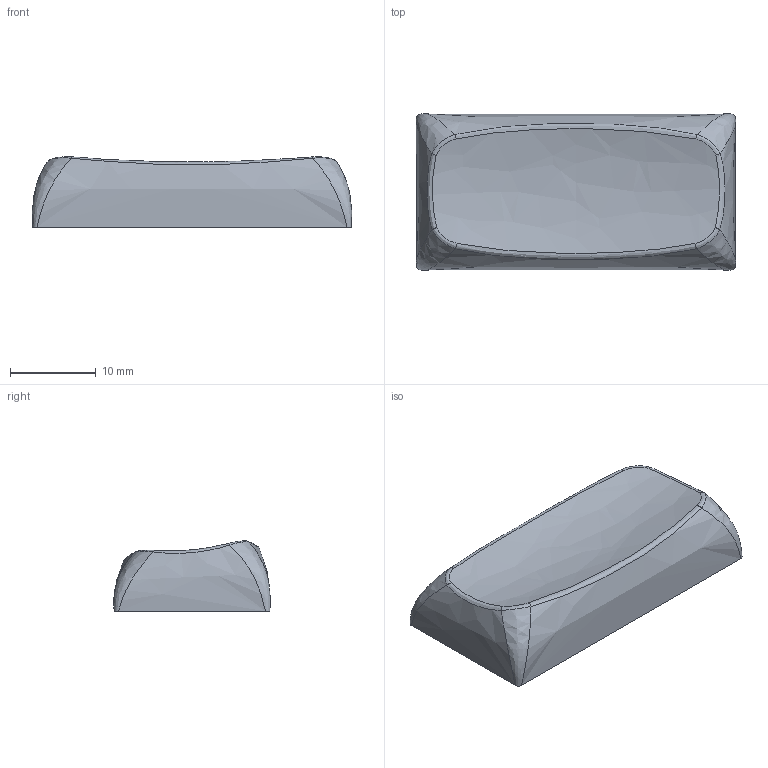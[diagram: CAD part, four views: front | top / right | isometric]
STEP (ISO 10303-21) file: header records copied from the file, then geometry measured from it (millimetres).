
FILE_DESCRIPTION(('Open CASCADE Model'),'2;1');
FILE_NAME('Open CASCADE Shape Model','2023-08-01T12:08:42',('Author'),( 'Open CASCADE'),'Open CASCADE STEP processor 7.7','Open CASCADE 7.7' ,'Unknown');
FILE_SCHEMA(('AUTOMOTIVE_DESIGN { 1 0 10303 214 1 1 1 1 }'));
Length unit declared in the file: millimetre
Products named in the file (1): Open CASCADE STEP translator 7.7 8
Bounding box: 37.33 x 18.3 x 8.23 mm (x, y, z)
Volume: 2560.4 mm3; surface area: 2599.8 mm2
Topology: 1 solids, 1 shells, 104 faces, 248 edges, 152 vertices
Faces by surface type: plane 80, bspline 21, cylinder 3
Full cylindrical faces by diameter (mm): 5.5 x3
Entity records: 8881 total; most frequent: CARTESIAN_POINT 4081, DIRECTION 809, LINE 608, VECTOR 608, ORIENTED_EDGE 494, PCURVE 494, DEFINITIONAL_REPRESENTATION 494, EDGE_CURVE 247
